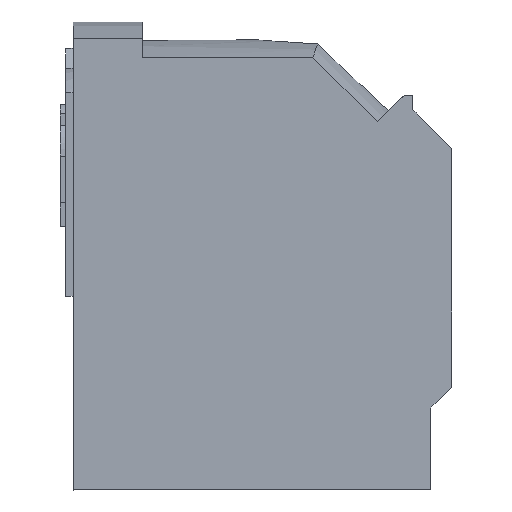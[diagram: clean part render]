
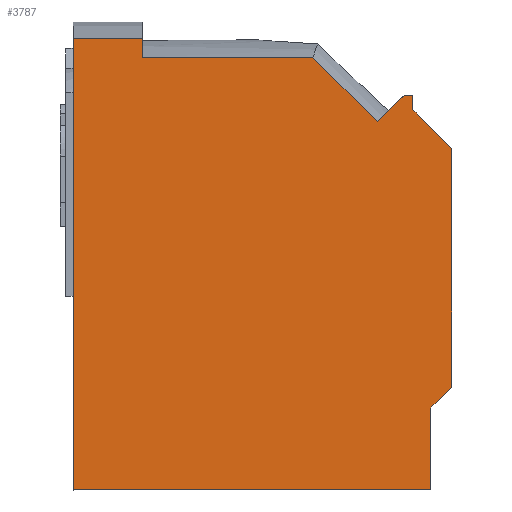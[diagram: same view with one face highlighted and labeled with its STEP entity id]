
A CAD part, left-side view. The second image highlights one B-rep face of the part: STEP entity #3787.
In plain terms, the highlighted planar face has unit normal (-1, 0, 0).
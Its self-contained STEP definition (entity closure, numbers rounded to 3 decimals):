
#217=DIRECTION('',(0.,-1.,0.));
#218=VECTOR('',#217,2.969);
#219=CARTESIAN_POINT('',(-302.594,98.219,132.5));
#220=LINE('',#219,#218);
#329=DIRECTION('',(0.,0.,-1.));
#330=VECTOR('',#329,79.998);
#331=CARTESIAN_POINT('',(-302.594,82.25,114.5));
#332=LINE('',#331,#330);
#561=DIRECTION('',(0.,0.,1.));
#562=VECTOR('',#561,151.456);
#563=CARTESIAN_POINT('',(-302.593,209.25,0.));
#564=LINE('',#563,#562);
#1583=DIRECTION('',(0.,1.,0.));
#1584=VECTOR('',#1583,120.);
#1585=CARTESIAN_POINT('',(-302.593,89.25,
0.));
#1586=LINE('',#1585,#1584);
#1597=DIRECTION('',(0.,-0.707,0.707));
#1598=VECTOR('',#1597,9.899);
#1599=CARTESIAN_POINT('',(-302.593,89.25,27.501));
#1600=LINE('',#1599,#1598);
#1604=DIRECTION('',(0.,0.,1.));
#1605=VECTOR('',#1604,27.502);
#1606=CARTESIAN_POINT('',(-302.593,89.25,
0.));
#1607=LINE('',#1606,#1605);
#1611=DIRECTION('',(0.,0.,1.));
#1612=VECTOR('',#1611,6.384);
#1613=CARTESIAN_POINT('',(-302.595,186.048,145.072));
#1614=LINE('',#1613,#1612);
#1618=DIRECTION('',(0.,0.707,0.707));
#1619=VECTOR('',#1618,30.544);
#1620=CARTESIAN_POINT('',(-302.594,107.245,123.474));
#1621=LINE('',#1620,#1619);
#1625=DIRECTION('',(0.,0.707,-0.707));
#1626=VECTOR('',#1625,12.764);
#1627=CARTESIAN_POINT('',(-302.594,98.219,132.5));
#1628=LINE('',#1627,#1626);
#1632=DIRECTION('',(0.,0.,1.));
#1633=VECTOR('',#1632,5.);
#1634=CARTESIAN_POINT('',(-302.594,95.25,127.5));
#1635=LINE('',#1634,#1633);
#1639=DIRECTION('',(0.,0.707,0.707));
#1640=VECTOR('',#1639,18.385);
#1641=CARTESIAN_POINT('',(-302.594,82.25,114.5));
#1642=LINE('',#1641,#1640);
#1660=DIRECTION('',(0.,-1.,0.));
#1661=VECTOR('',#1660,23.202);
#1662=CARTESIAN_POINT('',(-302.594,209.25,151.456));
#1663=LINE('',#1662,#1661);
#1706=DIRECTION('',(0.,-1.,0.));
#1707=VECTOR('',#1706,57.206);
#1708=CARTESIAN_POINT('',(-302.595,186.048,145.072));
#1709=LINE('',#1708,#1707);
#1986=CARTESIAN_POINT('',(-302.594,98.219,132.5));
#1987=VERTEX_POINT('',#1986);
#1994=CARTESIAN_POINT('',(-302.594,107.245,123.474));
#1995=VERTEX_POINT('',#1994);
#2002=CARTESIAN_POINT('',(-302.594,95.25,132.5));
#2003=VERTEX_POINT('',#2002);
#2008=CARTESIAN_POINT('',(-302.593,82.25,34.501));
#2010=VERTEX_POINT('',#2008);
#2012=CARTESIAN_POINT('',(-302.593,89.25,
0.));
#2013=VERTEX_POINT('',#2012);
#2022=CARTESIAN_POINT('',(-302.595,128.843,145.072));
#2023=VERTEX_POINT('',#2022);
#2030=CARTESIAN_POINT('',(-302.594,82.25,114.5));
#2031=VERTEX_POINT('',#2030);
#2032=CARTESIAN_POINT('',(-302.593,209.25,0.));
#2033=VERTEX_POINT('',#2032);
#2040=CARTESIAN_POINT('',(-302.594,95.25,127.5));
#2041=VERTEX_POINT('',#2040);
#2049=CARTESIAN_POINT('',(-302.595,186.048,145.072));
#2050=VERTEX_POINT('',#2049);
#2051=CARTESIAN_POINT('',(-302.593,89.25,27.501));
#2052=VERTEX_POINT('',#2051);
#2076=CARTESIAN_POINT('',(-302.594,186.048,151.456));
#2077=VERTEX_POINT('',#2076);
#2096=CARTESIAN_POINT('',(-302.594,209.25,151.456));
#2097=VERTEX_POINT('',#2096);
#3761=CARTESIAN_POINT('',(-302.593,124.048,
0.));
#3762=DIRECTION('',(-1.,0.,0.));
#3763=DIRECTION('',(0.,0.,1.));
#3764=AXIS2_PLACEMENT_3D('',#3761,#3762,#3763);
#3765=PLANE('',#3764);
#3766=ORIENTED_EDGE('',*,*,#2526,.F.);
#3768=ORIENTED_EDGE('',*,*,#3767,.F.);
#3769=ORIENTED_EDGE('',*,*,#3747,.T.);
#3770=ORIENTED_EDGE('',*,*,#2708,.T.);
#3772=ORIENTED_EDGE('',*,*,#3771,.T.);
#3774=ORIENTED_EDGE('',*,*,#3773,.F.);
#3776=ORIENTED_EDGE('',*,*,#3775,.T.);
#3778=ORIENTED_EDGE('',*,*,#3777,.F.);
#3779=ORIENTED_EDGE('',*,*,#2308,.F.);
#3780=ORIENTED_EDGE('',*,*,#2368,.T.);
#3781=ORIENTED_EDGE('',*,*,#2392,.F.);
#3783=ORIENTED_EDGE('',*,*,#3782,.F.);
#3784=ORIENTED_EDGE('',*,*,#2493,.T.);
#3785=EDGE_LOOP('',(#3766,#3768,#3769,#3770,#3772,#3774,#3776,#3778,#3779,#3780,
#3781,#3783,#3784));
#3786=FACE_OUTER_BOUND('',#3785,.F.);
#2308=EDGE_CURVE('',#1987,#1995,#1628,.T.);
#2368=EDGE_CURVE('',#1987,#2003,#220,.T.);
#2392=EDGE_CURVE('',#2041,#2003,#1635,.T.);
#2493=EDGE_CURVE('',#2031,#2010,#332,.T.);
#2526=EDGE_CURVE('',#2052,#2010,#1600,.T.);
#2708=EDGE_CURVE('',#2033,#2097,#564,.T.);
#3747=EDGE_CURVE('',#2013,#2033,#1586,.T.);
#3767=EDGE_CURVE('',#2013,#2052,#1607,.T.);
#3771=EDGE_CURVE('',#2097,#2077,#1663,.T.);
#3773=EDGE_CURVE('',#2050,#2077,#1614,.T.);
#3775=EDGE_CURVE('',#2050,#2023,#1709,.T.);
#3777=EDGE_CURVE('',#1995,#2023,#1621,.T.);
#3782=EDGE_CURVE('',#2031,#2041,#1642,.T.);
#3787=ADVANCED_FACE('',(#3786),#3765,.T.);
